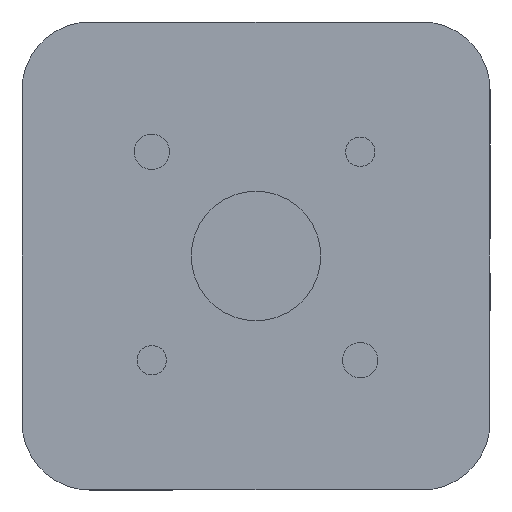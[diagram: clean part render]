
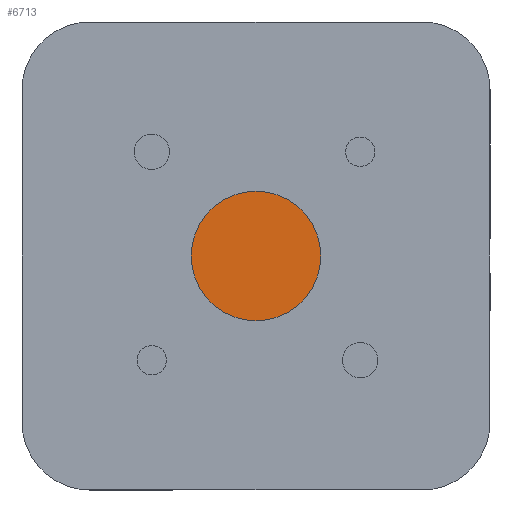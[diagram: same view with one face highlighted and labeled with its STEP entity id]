
A CAD part, left-side view. The second image highlights one B-rep face of the part: STEP entity #6713.
In plain terms, the highlighted planar face has unit normal (-1, 0, 0).
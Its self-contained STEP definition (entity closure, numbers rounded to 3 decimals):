
#217 = VERTEX_POINT ( 'NONE', #4914 ) ;
#218 = VERTEX_POINT ( 'NONE', #4915 ) ;
#762 = ORIENTED_EDGE ( 'NONE', *, *, #3655, .T. ) ;
#766 = ORIENTED_EDGE ( 'NONE', *, *, #3640, .T. ) ;
#1373 = EDGE_LOOP ( 'NONE', ( #762, #766 ) ) ;
#3010 = CARTESIAN_POINT ( 'NONE',  ( -19.821, 11., 0. ) ) ;
#3016 = PLANE ( 'NONE',  #4385 ) ;
#3017 = DIRECTION ( 'NONE',  ( 1., 0., 0. ) ) ;
#3018 = DIRECTION ( 'NONE',  ( 0., 0., -1. ) ) ;
#3640 = EDGE_CURVE ( 'NONE', #218, #217, #9940, .T. ) ;
#3655 = EDGE_CURVE ( 'NONE', #217, #218, #9959, .T. ) ;
#3984 = AXIS2_PLACEMENT_3D ( 'NONE', #9601, #9610, #9611 ) ;
#3993 = AXIS2_PLACEMENT_3D ( 'NONE', #9644, #9651, #9652 ) ;
#4385 = AXIS2_PLACEMENT_3D ( 'NONE', #3010, #3017, #3018 ) ;
#4914 = CARTESIAN_POINT ( 'NONE',  ( -19.821, 0., 11. ) ) ;
#4915 = CARTESIAN_POINT ( 'NONE',  ( -19.821, 0., -11. ) ) ;
#6713 = ADVANCED_FACE ( 'NONE', ( #10707 ), #3016, .F. ) ;
#9601 = CARTESIAN_POINT ( 'NONE',  ( -19.821, 0., 0. ) ) ;
#9610 = DIRECTION ( 'NONE',  ( -1., 0., 0. ) ) ;
#9611 = DIRECTION ( 'NONE',  ( 0., 0., 1. ) ) ;
#9644 = CARTESIAN_POINT ( 'NONE',  ( -19.821, 0., 0. ) ) ;
#9651 = DIRECTION ( 'NONE',  ( -1., 0., 0. ) ) ;
#9652 = DIRECTION ( 'NONE',  ( 0., 0., 1. ) ) ;
#9940 = CIRCLE ( 'NONE', #3984, 11. ) ;
#9959 = CIRCLE ( 'NONE', #3993, 11. ) ;
#10707 = FACE_OUTER_BOUND ( 'NONE', #1373, .T. ) ;
